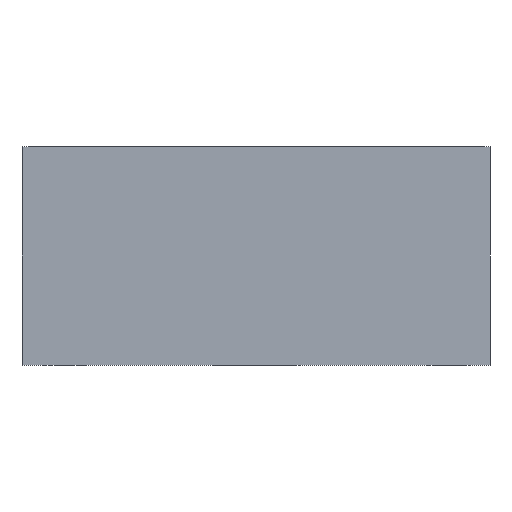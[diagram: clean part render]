
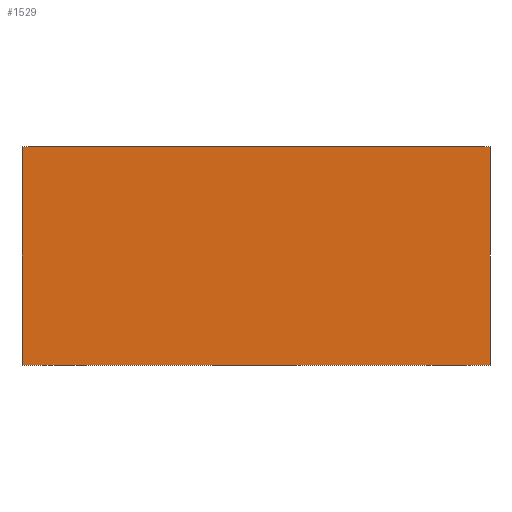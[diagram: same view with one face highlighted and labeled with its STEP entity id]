
A CAD part, front view. The second image highlights one B-rep face of the part: STEP entity #1529.
In plain terms, the highlighted planar face has unit normal (0, -1, 0).
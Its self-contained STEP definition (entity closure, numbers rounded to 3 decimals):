
#44 = PLANE('',#45);
#45 = AXIS2_PLACEMENT_3D('',#46,#47,#48);
#46 = CARTESIAN_POINT('',(-26.8,-105.,0.));
#47 = DIRECTION('',(-1.,0.,0.));
#48 = DIRECTION('',(0.,1.,0.));
#72 = PLANE('',#73);
#73 = AXIS2_PLACEMENT_3D('',#74,#75,#76);
#74 = CARTESIAN_POINT('',(-26.8,85.,25.));
#75 = DIRECTION('',(0.,0.,1.));
#76 = DIRECTION('',(1.,0.,0.));
#100 = PLANE('',#101);
#101 = AXIS2_PLACEMENT_3D('',#102,#103,#104);
#102 = CARTESIAN_POINT('',(26.8,85.,0.));
#103 = DIRECTION('',(1.,0.,0.));
#104 = DIRECTION('',(0.,-1.,0.));
#126 = PLANE('',#127);
#127 = AXIS2_PLACEMENT_3D('',#128,#129,#130);
#128 = CARTESIAN_POINT('',(-26.8,85.,0.));
#129 = DIRECTION('',(0.,0.,1.));
#130 = DIRECTION('',(1.,0.,0.));
#141 = EDGE_CURVE('',#142,#144,#146,.T.);
#142 = VERTEX_POINT('',#143);
#143 = CARTESIAN_POINT('',(-26.8,-105.,0.));
#144 = VERTEX_POINT('',#145);
#145 = CARTESIAN_POINT('',(-26.8,-105.,25.));
#146 = SURFACE_CURVE('',#147,(#151,#158),.PCURVE_S1.);
#147 = LINE('',#148,#149);
#148 = CARTESIAN_POINT('',(-26.8,-105.,0.));
#149 = VECTOR('',#150,1.);
#150 = DIRECTION('',(0.,0.,1.));
#151 = PCURVE('',#44,#152);
#152 = DEFINITIONAL_REPRESENTATION('',(#153),#157);
#153 = LINE('',#154,#155);
#154 = CARTESIAN_POINT('',(0.,0.));
#155 = VECTOR('',#156,1.);
#156 = DIRECTION('',(0.,-1.));
#157 = ( GEOMETRIC_REPRESENTATION_CONTEXT(2) 
PARAMETRIC_REPRESENTATION_CONTEXT() REPRESENTATION_CONTEXT('2D SPACE',''
  ) );
#158 = PCURVE('',#159,#164);
#159 = PLANE('',#160);
#160 = AXIS2_PLACEMENT_3D('',#161,#162,#163);
#161 = CARTESIAN_POINT('',(26.8,-105.,0.));
#162 = DIRECTION('',(0.,-1.,0.));
#163 = DIRECTION('',(-1.,0.,0.));
#164 = DEFINITIONAL_REPRESENTATION('',(#165),#169);
#165 = LINE('',#166,#167);
#166 = CARTESIAN_POINT('',(53.6,0.));
#167 = VECTOR('',#168,1.);
#168 = DIRECTION('',(0.,-1.));
#169 = ( GEOMETRIC_REPRESENTATION_CONTEXT(2) 
PARAMETRIC_REPRESENTATION_CONTEXT() REPRESENTATION_CONTEXT('2D SPACE',''
  ) );
#219 = VERTEX_POINT('',#220);
#220 = CARTESIAN_POINT('',(26.8,-105.,25.));
#241 = EDGE_CURVE('',#242,#219,#244,.T.);
#242 = VERTEX_POINT('',#243);
#243 = CARTESIAN_POINT('',(26.8,-105.,0.));
#244 = SURFACE_CURVE('',#245,(#249,#256),.PCURVE_S1.);
#245 = LINE('',#246,#247);
#246 = CARTESIAN_POINT('',(26.8,-105.,0.));
#247 = VECTOR('',#248,1.);
#248 = DIRECTION('',(0.,0.,1.));
#249 = PCURVE('',#100,#250);
#250 = DEFINITIONAL_REPRESENTATION('',(#251),#255);
#251 = LINE('',#252,#253);
#252 = CARTESIAN_POINT('',(190.,0.));
#253 = VECTOR('',#254,1.);
#254 = DIRECTION('',(0.,-1.));
#255 = ( GEOMETRIC_REPRESENTATION_CONTEXT(2) 
PARAMETRIC_REPRESENTATION_CONTEXT() REPRESENTATION_CONTEXT('2D SPACE',''
  ) );
#256 = PCURVE('',#159,#257);
#257 = DEFINITIONAL_REPRESENTATION('',(#258),#262);
#258 = LINE('',#259,#260);
#259 = CARTESIAN_POINT('',(0.,0.));
#260 = VECTOR('',#261,1.);
#261 = DIRECTION('',(0.,-1.));
#262 = ( GEOMETRIC_REPRESENTATION_CONTEXT(2) 
PARAMETRIC_REPRESENTATION_CONTEXT() REPRESENTATION_CONTEXT('2D SPACE',''
  ) );
#290 = EDGE_CURVE('',#242,#142,#291,.T.);
#291 = SURFACE_CURVE('',#292,(#296,#303),.PCURVE_S1.);
#292 = LINE('',#293,#294);
#293 = CARTESIAN_POINT('',(26.8,-105.,0.));
#294 = VECTOR('',#295,1.);
#295 = DIRECTION('',(-1.,0.,0.));
#296 = PCURVE('',#126,#297);
#297 = DEFINITIONAL_REPRESENTATION('',(#298),#302);
#298 = LINE('',#299,#300);
#299 = CARTESIAN_POINT('',(53.6,-190.));
#300 = VECTOR('',#301,1.);
#301 = DIRECTION('',(-1.,0.));
#302 = ( GEOMETRIC_REPRESENTATION_CONTEXT(2) 
PARAMETRIC_REPRESENTATION_CONTEXT() REPRESENTATION_CONTEXT('2D SPACE',''
  ) );
#303 = PCURVE('',#159,#304);
#304 = DEFINITIONAL_REPRESENTATION('',(#305),#309);
#305 = LINE('',#306,#307);
#306 = CARTESIAN_POINT('',(0.,0.));
#307 = VECTOR('',#308,1.);
#308 = DIRECTION('',(1.,0.));
#309 = ( GEOMETRIC_REPRESENTATION_CONTEXT(2) 
PARAMETRIC_REPRESENTATION_CONTEXT() REPRESENTATION_CONTEXT('2D SPACE',''
  ) );
#932 = EDGE_CURVE('',#219,#144,#933,.T.);
#933 = SURFACE_CURVE('',#934,(#938,#945),.PCURVE_S1.);
#934 = LINE('',#935,#936);
#935 = CARTESIAN_POINT('',(26.8,-105.,25.));
#936 = VECTOR('',#937,1.);
#937 = DIRECTION('',(-1.,0.,0.));
#938 = PCURVE('',#72,#939);
#939 = DEFINITIONAL_REPRESENTATION('',(#940),#944);
#940 = LINE('',#941,#942);
#941 = CARTESIAN_POINT('',(53.6,-190.));
#942 = VECTOR('',#943,1.);
#943 = DIRECTION('',(-1.,0.));
#944 = ( GEOMETRIC_REPRESENTATION_CONTEXT(2) 
PARAMETRIC_REPRESENTATION_CONTEXT() REPRESENTATION_CONTEXT('2D SPACE',''
  ) );
#945 = PCURVE('',#159,#946);
#946 = DEFINITIONAL_REPRESENTATION('',(#947),#951);
#947 = LINE('',#948,#949);
#948 = CARTESIAN_POINT('',(0.,-25.));
#949 = VECTOR('',#950,1.);
#950 = DIRECTION('',(1.,0.));
#951 = ( GEOMETRIC_REPRESENTATION_CONTEXT(2) 
PARAMETRIC_REPRESENTATION_CONTEXT() REPRESENTATION_CONTEXT('2D SPACE',''
  ) );
#1529 = ADVANCED_FACE('',(#1530),#159,.T.);
#1530 = FACE_BOUND('',#1531,.T.);
#1531 = EDGE_LOOP('',(#1532,#1533,#1534,#1535));
#1532 = ORIENTED_EDGE('',*,*,#241,.T.);
#1533 = ORIENTED_EDGE('',*,*,#932,.T.);
#1534 = ORIENTED_EDGE('',*,*,#141,.F.);
#1535 = ORIENTED_EDGE('',*,*,#290,.F.);
